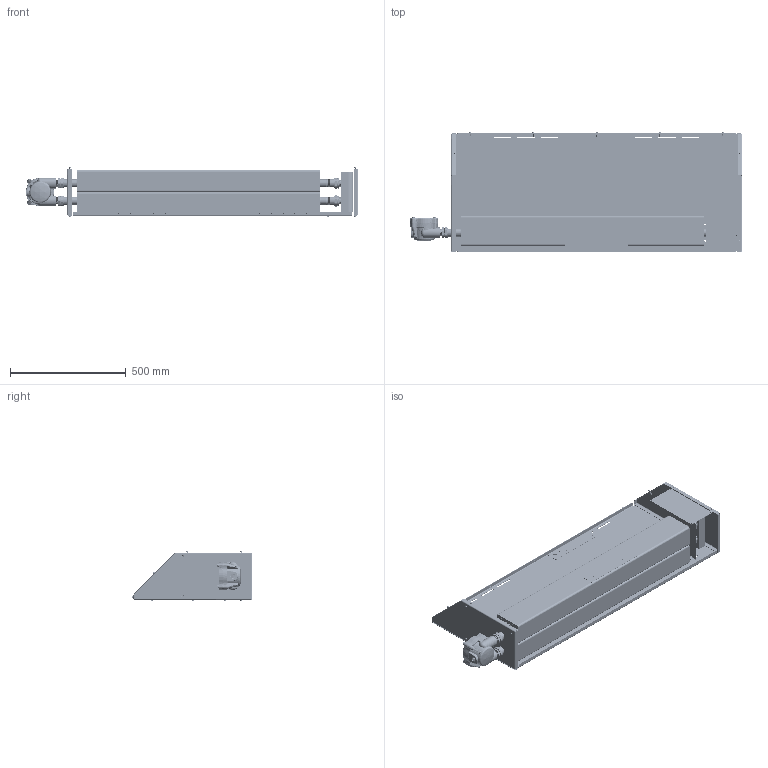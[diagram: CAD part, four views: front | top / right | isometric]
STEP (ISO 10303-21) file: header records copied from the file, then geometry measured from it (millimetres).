
FILE_DESCRIPTION (( 'STEP AP214' ), '1' );
FILE_NAME ('XEC-L Y MOUNT W-BLANK 49.5.STEP', '2021-08-31T20:15:50', ( '' ), ( '' ), 'SwSTEP 2.0', 'SolidWorks 2020', '' );
FILE_SCHEMA (( 'AUTOMOTIVE_DESIGN' ));
Length unit declared in the file: inch
Products named in the file (1): XEC-L Y MOUNT W-BLANK 49.5
Bounding box: 1433.52 x 517.3 x 215.29 mm (x, y, z)
Volume: 30522918.8 mm3; surface area: 3671818.7 mm2
Topology: 67 solids, 67 shells, 7924 faces, 20186 edges, 12650 vertices
Faces by surface type: cylinder 2881, plane 1618, bspline 1383, cone 1161, torus 850, sphere 31
Entity records: 504205 total; most frequent: CARTESIAN_POINT 203782, ORIENTED_EDGE 43834, DIRECTION 34783, EDGE_CURVE 21917, VERTEX_POINT 13820, AXIS2_PLACEMENT_3D 12517, VECTOR 9749, LINE 9749
